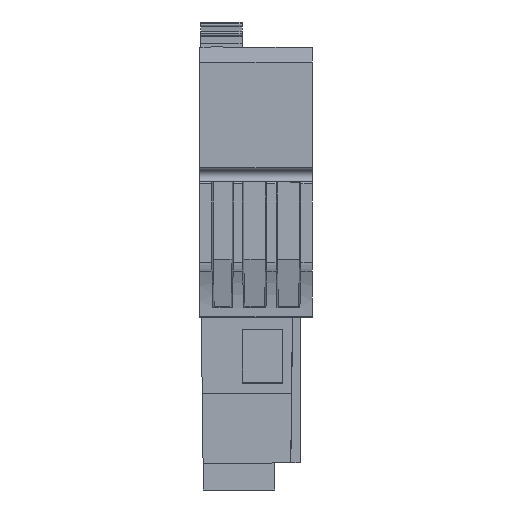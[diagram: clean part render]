
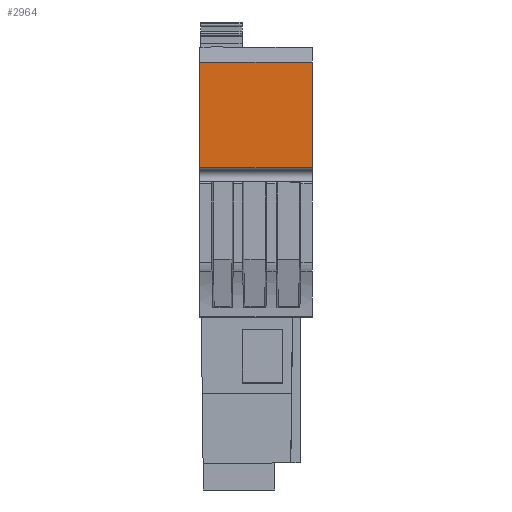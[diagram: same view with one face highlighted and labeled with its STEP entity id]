
A CAD part, front view. The second image highlights one B-rep face of the part: STEP entity #2964.
In plain terms, the highlighted face is planar.
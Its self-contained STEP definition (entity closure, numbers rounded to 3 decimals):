
#70=CARTESIAN_POINT('',(32.532,147.85,617.566));
#71=VERTEX_POINT('',#70);
#78=CARTESIAN_POINT('',(32.532,133.84,617.566));
#79=VERTEX_POINT('',#78);
#80=CARTESIAN_POINT('',(32.532,133.84,617.566));
#81=DIRECTION('',(-0.,1.,0.));
#82=VECTOR('',#81,14.01);
#83=LINE('',#80,#82);
#84=EDGE_CURVE('',#79,#71,#83,.T.);
#2934=CARTESIAN_POINT('',(32.532,125.78,613.666));
#2935=DIRECTION('',(-1.,-0.,-0.));
#2936=DIRECTION('',(-0.,1.,0.));
#2937=AXIS2_PLACEMENT_3D('',#2934,#2935,#2936);
#2938=PLANE('',#2937);
#2939=CARTESIAN_POINT('',(32.532,147.85,602.666));
#2940=VERTEX_POINT('',#2939);
#2941=CARTESIAN_POINT('',(32.532,133.84,602.666));
#2942=VERTEX_POINT('',#2941);
#2943=CARTESIAN_POINT('',(32.532,147.85,602.666));
#2944=DIRECTION('',(0.,-1.,0.));
#2945=VECTOR('',#2944,14.01);
#2946=LINE('',#2943,#2945);
#2947=EDGE_CURVE('',#2940,#2942,#2946,.T.);
#2948=ORIENTED_EDGE('',*,*,#2947,.T.);
#2949=CARTESIAN_POINT('',(32.532,133.84,602.666));
#2950=DIRECTION('',(0.,0.,1.));
#2951=VECTOR('',#2950,14.9);
#2952=LINE('',#2949,#2951);
#2953=EDGE_CURVE('',#2942,#79,#2952,.T.);
#2954=ORIENTED_EDGE('',*,*,#2953,.T.);
#2955=ORIENTED_EDGE('',*,*,#84,.T.);
#2956=CARTESIAN_POINT('',(32.532,147.85,602.666));
#2957=DIRECTION('',(0.,0.,1.));
#2958=VECTOR('',#2957,14.9);
#2959=LINE('',#2956,#2958);
#2960=EDGE_CURVE('',#2940,#71,#2959,.T.);
#2961=ORIENTED_EDGE('',*,*,#2960,.F.);
#2962=EDGE_LOOP('',(#2948,#2954,#2955,#2961));
#2963=FACE_BOUND('',#2962,.T.);
#2964=ADVANCED_FACE('',(#2963),#2938,.T.);
